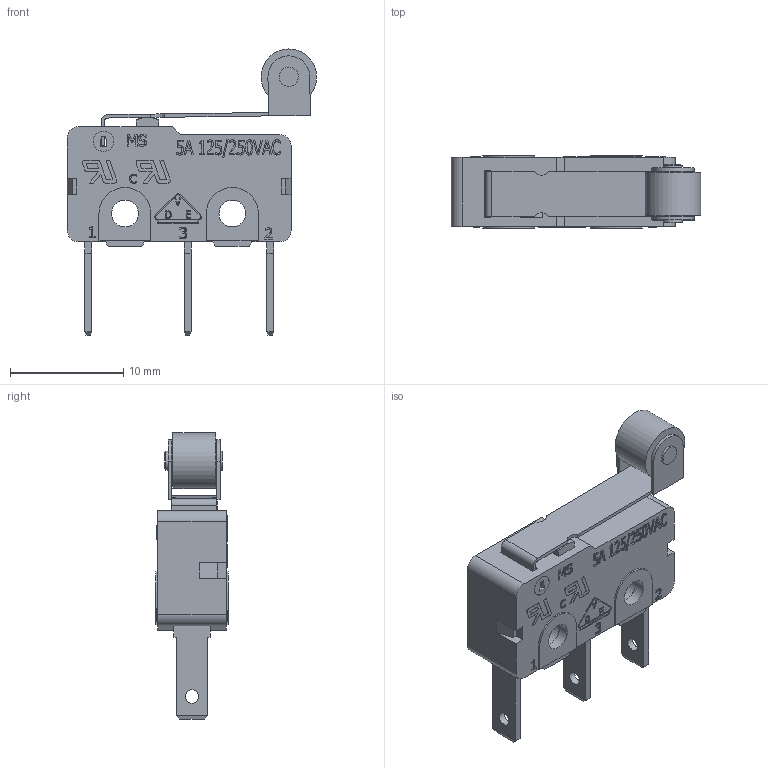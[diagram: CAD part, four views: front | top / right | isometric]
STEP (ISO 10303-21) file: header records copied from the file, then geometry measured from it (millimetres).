
FILE_DESCRIPTION((' '),'2;1');
FILE_NAME('MS085xx05FxxxC1A.stp','2017-07-19T16:39:04',(' '),(' '),' ','ACIS',' ');
FILE_SCHEMA(('CONFIG_CONTROL_DESIGN'));
Length unit declared in the file: inch
Products named in the file (1): MS085xx05FxxxC1A.stp
Bounding box: 22.06 x 6.4 x 25.32 mm (x, y, z)
Volume: 905.3 mm3; surface area: 1896.7 mm2
Topology: 2 solids, 5 shells, 805 faces, 2195 edges, 1459 vertices
Faces by surface type: plane 517, bspline 237, cylinder 51
Full cylindrical faces by diameter (mm): 1.2 x3, 1.4 x3, 1.7 x2, 1.8 x1, 2.37 x2, 2.4 x1, 2.5 x1, 4.92 x1
Entity records: 26511 total; most frequent: CARTESIAN_POINT 7595, ORIENTED_EDGE 4358, DIRECTION 2946, EDGE_CURVE 2179, VECTOR 1602, LINE 1602, VERTEX_POINT 1455, EDGE_LOOP 898
